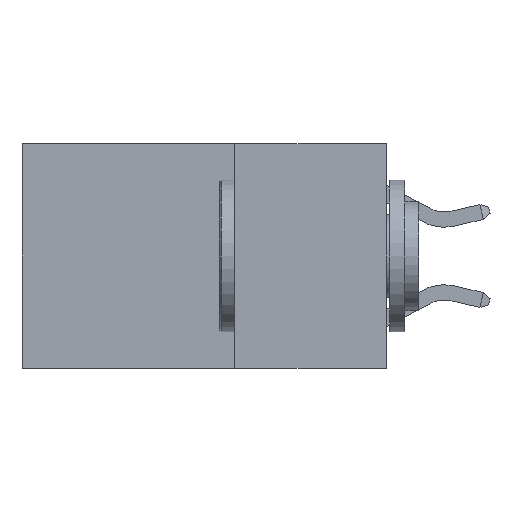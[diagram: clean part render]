
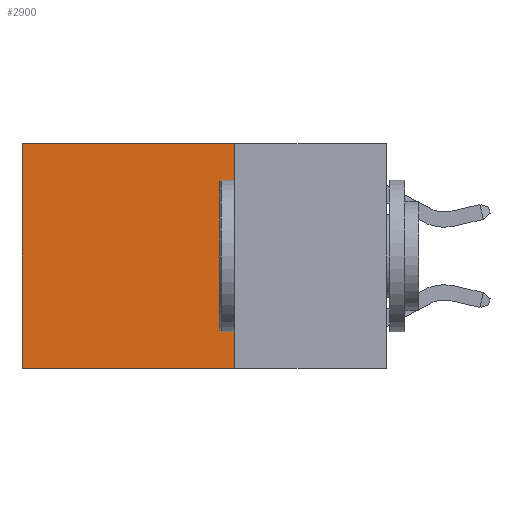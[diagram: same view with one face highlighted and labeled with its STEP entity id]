
A CAD part, left-side view. The second image highlights one B-rep face of the part: STEP entity #2900.
In plain terms, the highlighted planar face has unit normal (-1, 0, 0).
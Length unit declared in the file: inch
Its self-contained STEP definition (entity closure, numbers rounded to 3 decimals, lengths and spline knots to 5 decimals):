
#5 = CARTESIAN_POINT ( 'NONE',  ( 0.2625, 0.25, 0. ) ) ;
#207 = VECTOR ( 'NONE', #10688, 39.37008 ) ;
#277 = DIRECTION ( 'NONE',  ( 0., 1., 0. ) ) ;
#796 = EDGE_CURVE ( 'NONE', #4257, #8072, #5377, .T. ) ;
#816 = VECTOR ( 'NONE', #277, 39.37008 ) ;
#856 = CARTESIAN_POINT ( 'NONE',  ( 0.2625, 0.6, 0. ) ) ;
#987 = DIRECTION ( 'NONE',  ( 1., 0., 0. ) ) ;
#1344 = VECTOR ( 'NONE', #7320, 39.37008 ) ;
#1567 = EDGE_LOOP ( 'NONE', ( #10384, #10565, #3170, #5160 ) ) ;
#2037 = LINE ( 'NONE', #3702, #816 ) ;
#2055 = VERTEX_POINT ( 'NONE', #9163 ) ;
#2102 = VECTOR ( 'NONE', #8765, 39.37008 ) ;
#2290 = AXIS2_PLACEMENT_3D ( 'NONE', #10861, #987, #2813 ) ;
#2813 = DIRECTION ( 'NONE',  ( 0., 0., -1. ) ) ;
#2900 = ADVANCED_FACE ( 'NONE', ( #3668 ), #4546, .F. ) ;
#3170 = ORIENTED_EDGE ( 'NONE', *, *, #8423, .F. ) ;
#3668 = FACE_OUTER_BOUND ( 'NONE', #1567, .T. ) ;
#3702 = CARTESIAN_POINT ( 'NONE',  ( 0.2625, 0.25, 0. ) ) ;
#4257 = VERTEX_POINT ( 'NONE', #10404 ) ;
#4498 = EDGE_CURVE ( 'NONE', #5297, #4257, #2037, .T. ) ;
#4546 = PLANE ( 'NONE',  #2290 ) ;
#5160 = ORIENTED_EDGE ( 'NONE', *, *, #4498, .T. ) ;
#5297 = VERTEX_POINT ( 'NONE', #6791 ) ;
#5377 = LINE ( 'NONE', #856, #1344 ) ;
#6791 = CARTESIAN_POINT ( 'NONE',  ( 0.2625, 0.25, 0. ) ) ;
#6897 = EDGE_CURVE ( 'NONE', #2055, #8072, #6916, .T. ) ;
#6916 = LINE ( 'NONE', #10499, #2102 ) ;
#7052 = LINE ( 'NONE', #5, #207 ) ;
#7320 = DIRECTION ( 'NONE',  ( 0., 0., -1. ) ) ;
#8072 = VERTEX_POINT ( 'NONE', #9636 ) ;
#8423 = EDGE_CURVE ( 'NONE', #5297, #2055, #7052, .T. ) ;
#8765 = DIRECTION ( 'NONE',  ( 0., 1., 0. ) ) ;
#9163 = CARTESIAN_POINT ( 'NONE',  ( 0.2625, 0.25, -0.37 ) ) ;
#9636 = CARTESIAN_POINT ( 'NONE',  ( 0.2625, 0.6, -0.37 ) ) ;
#10384 = ORIENTED_EDGE ( 'NONE', *, *, #796, .T. ) ;
#10404 = CARTESIAN_POINT ( 'NONE',  ( 0.2625, 0.6, 0. ) ) ;
#10499 = CARTESIAN_POINT ( 'NONE',  ( 0.2625, 0.25, -0.37 ) ) ;
#10565 = ORIENTED_EDGE ( 'NONE', *, *, #6897, .F. ) ;
#10688 = DIRECTION ( 'NONE',  ( 0., 0., -1. ) ) ;
#10861 = CARTESIAN_POINT ( 'NONE',  ( 0.2625, 0.25, 0. ) ) ;
